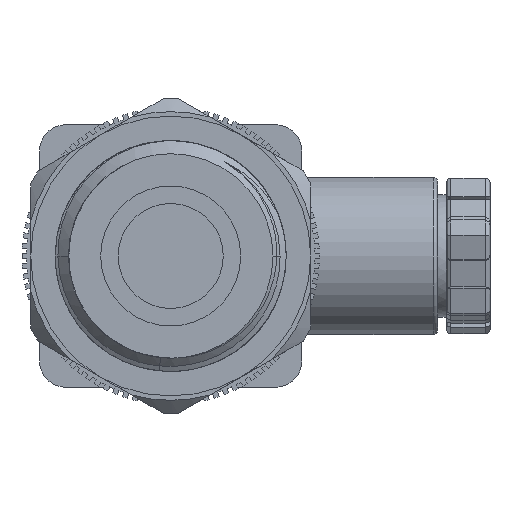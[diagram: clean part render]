
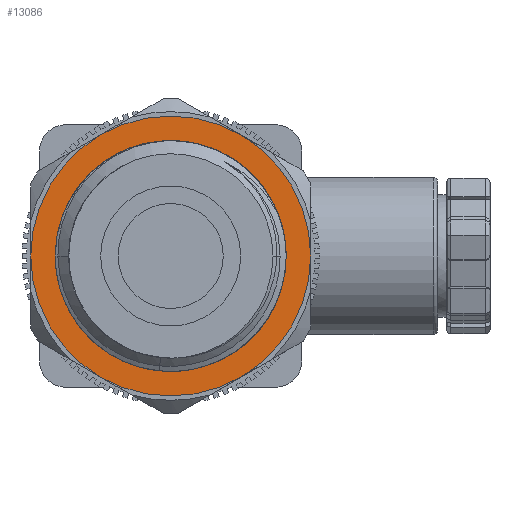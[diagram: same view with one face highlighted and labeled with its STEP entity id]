
A CAD part, front view. The second image highlights one B-rep face of the part: STEP entity #13086.
In plain terms, the highlighted face is planar.
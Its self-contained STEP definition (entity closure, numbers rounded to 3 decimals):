
#203 = DIRECTION ( 'NONE',  ( 0., 1., 0. ) ) ;
#696 = EDGE_CURVE ( 'NONE', #14064, #17469, #20142, .T. ) ;
#1012 = DIRECTION ( 'NONE',  ( -1., 0., 0. ) ) ;
#1468 = VERTEX_POINT ( 'NONE', #11358 ) ;
#2712 = AXIS2_PLACEMENT_3D ( 'NONE', #34463, #1012, #20518 ) ;
#2981 = CARTESIAN_POINT ( 'NONE',  ( 18., 0., 0. ) ) ;
#3550 = AXIS2_PLACEMENT_3D ( 'NONE', #9362, #17637, #20196 ) ;
#5459 = CARTESIAN_POINT ( 'NONE',  ( 18., 0., 0. ) ) ;
#8516 = CARTESIAN_POINT ( 'NONE',  ( 18., 0., 0. ) ) ;
#9362 = CARTESIAN_POINT ( 'NONE',  ( 18., 0., 0. ) ) ;
#9476 = CARTESIAN_POINT ( 'NONE',  ( 18., 12., 0. ) ) ;
#10055 = AXIS2_PLACEMENT_3D ( 'NONE', #2981, #19882, #20115 ) ;
#11358 = CARTESIAN_POINT ( 'NONE',  ( 18., -16., 0. ) ) ;
#13086 = ADVANCED_FACE ( 'NONE', ( #30024, #13385 ), #14965, .F. ) ;
#13385 = FACE_BOUND ( 'NONE', #16211, .T. ) ;
#13444 = VERTEX_POINT ( 'NONE', #35233 ) ;
#13995 = ORIENTED_EDGE ( 'NONE', *, *, #696, .T. ) ;
#14064 = VERTEX_POINT ( 'NONE', #9476 ) ;
#14965 = PLANE ( 'NONE',  #3550 ) ;
#16039 = EDGE_CURVE ( 'NONE', #13444, #1468, #29432, .T. ) ;
#16158 = CIRCLE ( 'NONE', #19767, 16. ) ;
#16211 = EDGE_LOOP ( 'NONE', ( #18891, #13995 ) ) ;
#17469 = VERTEX_POINT ( 'NONE', #27014 ) ;
#17637 = DIRECTION ( 'NONE',  ( 1., 0., 0. ) ) ;
#18314 = EDGE_CURVE ( 'NONE', #13444, #1468, #16158, .T. ) ;
#18891 = ORIENTED_EDGE ( 'NONE', *, *, #30020, .F. ) ;
#19767 = AXIS2_PLACEMENT_3D ( 'NONE', #5459, #27651, #33408 ) ;
#19863 = EDGE_LOOP ( 'NONE', ( #36169, #24160 ) ) ;
#19882 = DIRECTION ( 'NONE',  ( 1., 0., 0. ) ) ;
#20115 = DIRECTION ( 'NONE',  ( 0., 1., 0. ) ) ;
#20142 = CIRCLE ( 'NONE', #10055, 12. ) ;
#20196 = DIRECTION ( 'NONE',  ( 0., 1., 0. ) ) ;
#20518 = DIRECTION ( 'NONE',  ( 0., 1., 0. ) ) ;
#24160 = ORIENTED_EDGE ( 'NONE', *, *, #18314, .T. ) ;
#27014 = CARTESIAN_POINT ( 'NONE',  ( 18., -12., 0. ) ) ;
#27651 = DIRECTION ( 'NONE',  ( -1., 0., 0. ) ) ;
#27915 = DIRECTION ( 'NONE',  ( 1., 0., 0. ) ) ;
#29432 = CIRCLE ( 'NONE', #31676, 16. ) ;
#30020 = EDGE_CURVE ( 'NONE', #14064, #17469, #31008, .T. ) ;
#30024 = FACE_OUTER_BOUND ( 'NONE', #19863, .T. ) ;
#31008 = CIRCLE ( 'NONE', #2712, 12. ) ;
#31676 = AXIS2_PLACEMENT_3D ( 'NONE', #8516, #27915, #203 ) ;
#33408 = DIRECTION ( 'NONE',  ( 0., 1., 0. ) ) ;
#34463 = CARTESIAN_POINT ( 'NONE',  ( 18., 0., 0. ) ) ;
#35233 = CARTESIAN_POINT ( 'NONE',  ( 18., 16., 0. ) ) ;
#36169 = ORIENTED_EDGE ( 'NONE', *, *, #16039, .F. ) ;
